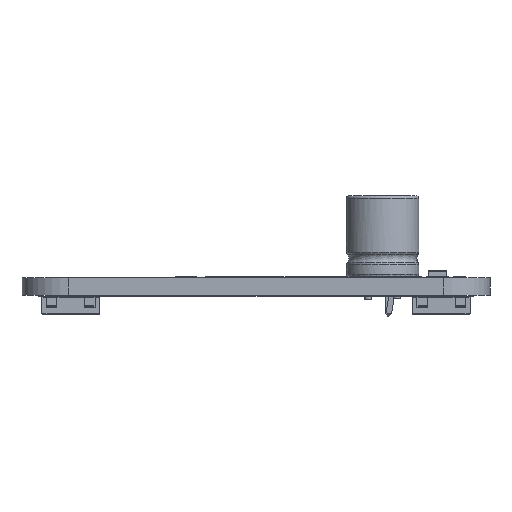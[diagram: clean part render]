
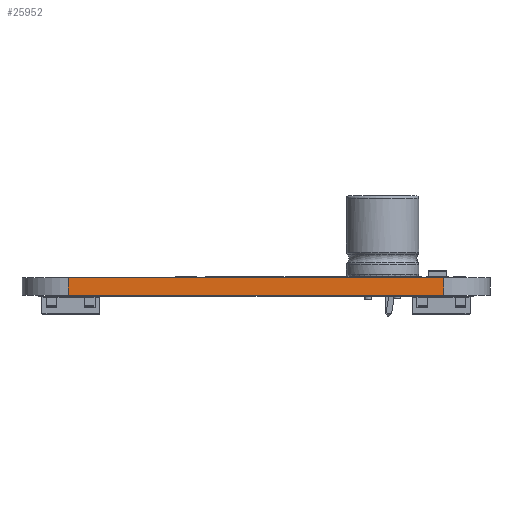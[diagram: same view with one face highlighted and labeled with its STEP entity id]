
A CAD part, front view. The second image highlights one B-rep face of the part: STEP entity #25952.
In plain terms, the highlighted planar face has unit normal (0, -1, 0).
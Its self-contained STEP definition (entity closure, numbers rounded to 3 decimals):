
#25161 = VERTEX_POINT('',#25162);
#25162 = CARTESIAN_POINT('',(121.5,-137.2,0.));
#25169 = EDGE_CURVE('',#25170,#25161,#25172,.T.);
#25170 = VERTEX_POINT('',#25171);
#25171 = CARTESIAN_POINT('',(154.053,-137.2,0.));
#25172 = LINE('',#25173,#25174);
#25173 = CARTESIAN_POINT('',(154.053,-137.2,0.));
#25174 = VECTOR('',#25175,1.);
#25175 = DIRECTION('',(-1.,0.,0.));
#25543 = VERTEX_POINT('',#25544);
#25544 = CARTESIAN_POINT('',(121.5,-137.2,1.51));
#25551 = EDGE_CURVE('',#25552,#25543,#25554,.T.);
#25552 = VERTEX_POINT('',#25553);
#25553 = CARTESIAN_POINT('',(154.053,-137.2,1.51));
#25554 = LINE('',#25555,#25556);
#25555 = CARTESIAN_POINT('',(154.053,-137.2,1.51));
#25556 = VECTOR('',#25557,1.);
#25557 = DIRECTION('',(-1.,0.,0.));
#25924 = EDGE_CURVE('',#25170,#25552,#25925,.T.);
#25925 = LINE('',#25926,#25927);
#25926 = CARTESIAN_POINT('',(154.053,-137.2,0.));
#25927 = VECTOR('',#25928,1.);
#25928 = DIRECTION('',(0.,0.,1.));
#25952 = ADVANCED_FACE('',(#25953),#25964,.T.);
#25953 = FACE_BOUND('',#25954,.T.);
#25954 = EDGE_LOOP('',(#25955,#25956,#25957,#25963));
#25955 = ORIENTED_EDGE('',*,*,#25924,.T.);
#25956 = ORIENTED_EDGE('',*,*,#25551,.T.);
#25957 = ORIENTED_EDGE('',*,*,#25958,.F.);
#25958 = EDGE_CURVE('',#25161,#25543,#25959,.T.);
#25959 = LINE('',#25960,#25961);
#25960 = CARTESIAN_POINT('',(121.5,-137.2,0.));
#25961 = VECTOR('',#25962,1.);
#25962 = DIRECTION('',(0.,0.,1.));
#25963 = ORIENTED_EDGE('',*,*,#25169,.F.);
#25964 = PLANE('',#25965);
#25965 = AXIS2_PLACEMENT_3D('',#25966,#25967,#25968);
#25966 = CARTESIAN_POINT('',(154.053,-137.2,0.));
#25967 = DIRECTION('',(0.,-1.,0.));
#25968 = DIRECTION('',(-1.,0.,0.));
